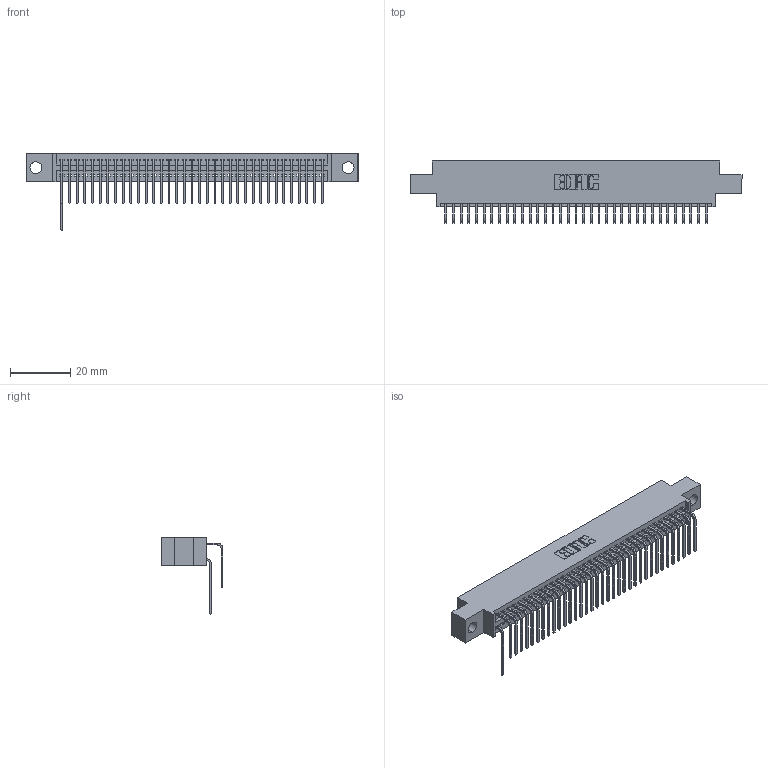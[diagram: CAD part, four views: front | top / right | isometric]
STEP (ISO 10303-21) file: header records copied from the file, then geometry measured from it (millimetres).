
FILE_DESCRIPTION (( 'STEP AP203' ), '1' );
FILE_NAME ('395-070-559-804.STEP', '2018-11-27T03:20:12', ( '' ), ( '' ), 'SwSTEP 2.0', 'SolidWorks 2016', '' );
FILE_SCHEMA (( 'CONFIG_CONTROL_DESIGN' ));
Length unit declared in the file: inch
Products named in the file (4): 395-070-559-804; 345-292-001_559 Tail - 2; 345-292-001_558 559 Tail - 1; 345 Part_0.170 Offset - 0.156 Dia-TH
Assembly tree (37 placements, depth 2):
  395-070-559-804
    345 Part_0.170 Offset - 0.156 Dia-TH
    345-292-001_558 559 Tail - 1
    345-292-001_559 Tail - 2  x35
Bounding box: 110.11 x 20.56 x 25.53 mm (x, y, z)
Volume: 10331.1 mm3; surface area: 14334.8 mm2
Topology: 37 solids, 37 shells, 2274 faces, 6851 edges, 4518 vertices
Faces by surface type: plane 1582, cylinder 692
Entity records: 29103 total; most frequent: CARTESIAN_POINT 5081, ORIENTED_EDGE 4998, DIRECTION 4423, EDGE_CURVE 2499, LINE 2187, VECTOR 2187, VERTEX_POINT 1662, AXIS2_PLACEMENT_3D 1118
